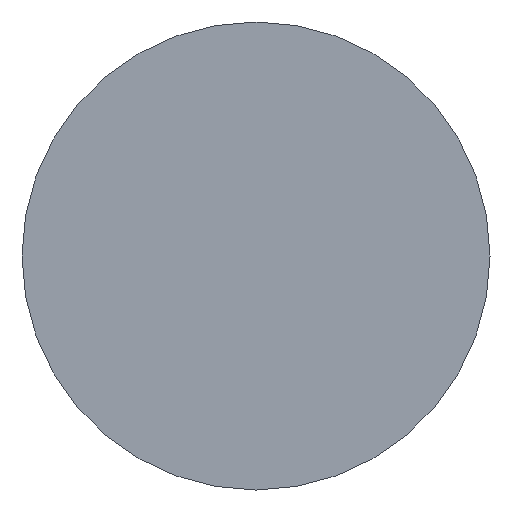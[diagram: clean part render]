
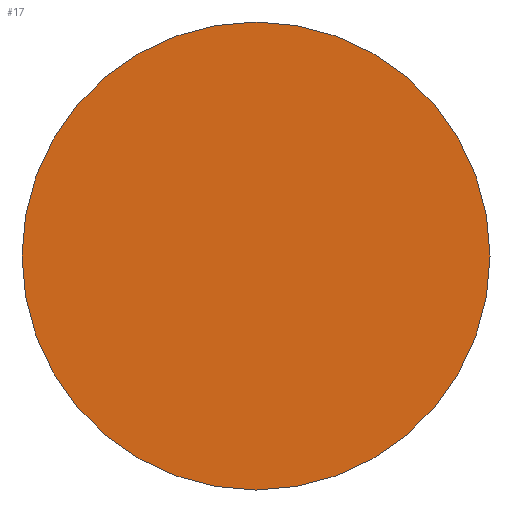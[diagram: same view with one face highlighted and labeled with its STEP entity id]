
A CAD part, left-side view. The second image highlights one B-rep face of the part: STEP entity #17.
In plain terms, the highlighted planar face has unit normal (-1, 0, 0).
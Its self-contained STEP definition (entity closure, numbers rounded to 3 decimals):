
#7 = EDGE_CURVE ( 'NONE', #170, #162, #201, .T. ) ;
#17 = ADVANCED_FACE ( 'NONE', ( #97 ), #66, .F. ) ;
#22 = DIRECTION ( 'NONE',  ( -1., 0., 0. ) ) ;
#53 = DIRECTION ( 'NONE',  ( 0., 1., 0. ) ) ;
#66 = PLANE ( 'NONE',  #159 ) ;
#69 = CARTESIAN_POINT ( 'NONE',  ( 0., 20., 0. ) ) ;
#73 = EDGE_LOOP ( 'NONE', ( #93, #205 ) ) ;
#93 = ORIENTED_EDGE ( 'NONE', *, *, #183, .F. ) ;
#95 = DIRECTION ( 'NONE',  ( 1., 0., 0. ) ) ;
#97 = FACE_OUTER_BOUND ( 'NONE', #73, .T. ) ;
#103 = CARTESIAN_POINT ( 'NONE',  ( 0., 0., 0. ) ) ;
#109 = DIRECTION ( 'NONE',  ( 0., 1., 0. ) ) ;
#142 = CARTESIAN_POINT ( 'NONE',  ( 0., -20., 0. ) ) ;
#159 = AXIS2_PLACEMENT_3D ( 'NONE', #178, #173, #210 ) ;
#162 = VERTEX_POINT ( 'NONE', #142 ) ;
#169 = AXIS2_PLACEMENT_3D ( 'NONE', #103, #22, #109 ) ;
#170 = VERTEX_POINT ( 'NONE', #69 ) ;
#173 = DIRECTION ( 'NONE',  ( 1., 0., 0. ) ) ;
#178 = CARTESIAN_POINT ( 'NONE',  ( 0., 0., 0. ) ) ;
#183 = EDGE_CURVE ( 'NONE', #170, #162, #237, .T. ) ;
#191 = AXIS2_PLACEMENT_3D ( 'NONE', #202, #95, #53 ) ;
#201 = CIRCLE ( 'NONE', #169, 20. ) ;
#202 = CARTESIAN_POINT ( 'NONE',  ( 0., 0., 0. ) ) ;
#205 = ORIENTED_EDGE ( 'NONE', *, *, #7, .T. ) ;
#210 = DIRECTION ( 'NONE',  ( 0., 1., 0. ) ) ;
#237 = CIRCLE ( 'NONE', #191, 20. ) ;
